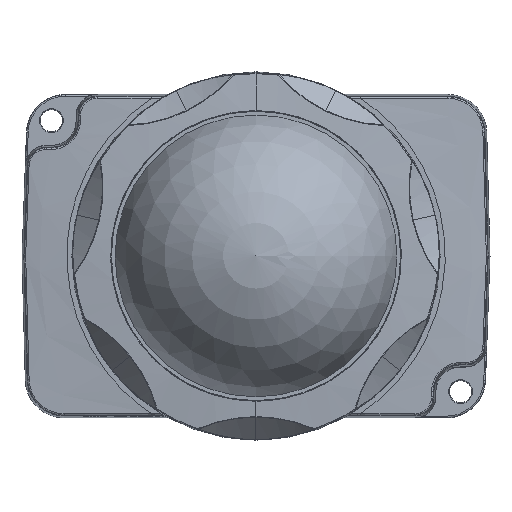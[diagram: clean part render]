
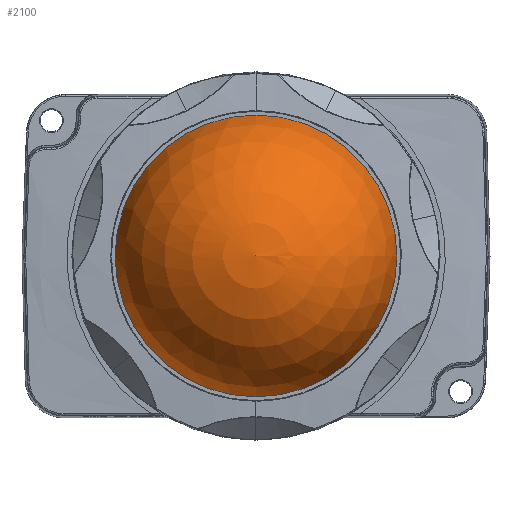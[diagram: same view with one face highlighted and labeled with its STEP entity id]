
A CAD part, top view. The second image highlights one B-rep face of the part: STEP entity #2100.
In plain terms, the highlighted spherical face has radius 28 mm.
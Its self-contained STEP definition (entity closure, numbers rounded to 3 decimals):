
#1239=SPHERICAL_SURFACE('',#5061,28.);
#1590=FACE_OUTER_BOUND('',#2494,.T.);
#2100=ADVANCED_FACE('',(#1590),#1239,.T.);
#2494=EDGE_LOOP('',(#3451));
#2667=CIRCLE('',#5047,27.55);
#3451=ORIENTED_EDGE('',*,*,#4390,.F.);
#3970=VERTEX_POINT('',#8756);
#4390=EDGE_CURVE('',#3970,#3970,#2667,.T.);
#5047=AXIS2_PLACEMENT_3D('',#8755,#5523,#5524);
#5061=AXIS2_PLACEMENT_3D('',#10401,#5619,#5620);
#5523=DIRECTION('',(0.,0.,-1.));
#5524=DIRECTION('',(-1.,0.,0.));
#5619=DIRECTION('',(0.,0.,-1.));
#5620=DIRECTION('',(1.,0.,0.));
#8755=CARTESIAN_POINT('',(60.,40.,6.));
#8756=CARTESIAN_POINT('',(32.45,40.,6.));
#10401=CARTESIAN_POINT('',(60.,40.,1.));
